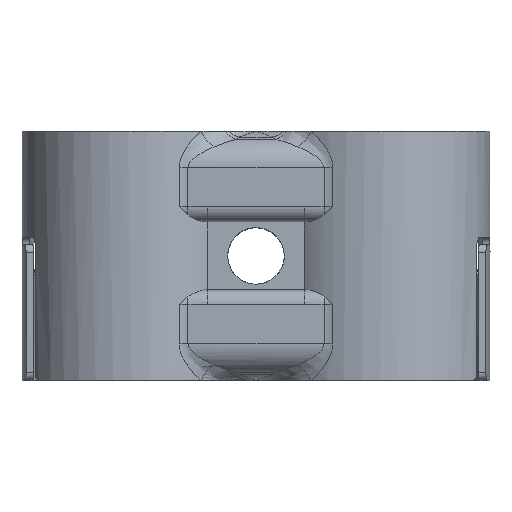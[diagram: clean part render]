
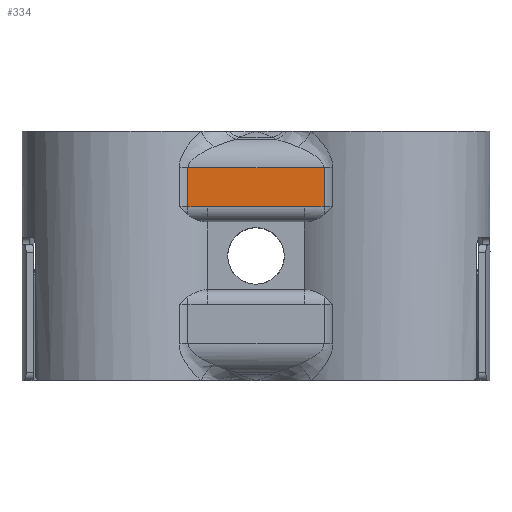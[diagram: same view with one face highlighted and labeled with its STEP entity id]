
A CAD part, top view. The second image highlights one B-rep face of the part: STEP entity #334.
In plain terms, the highlighted planar face has unit normal (0, 0, 1).
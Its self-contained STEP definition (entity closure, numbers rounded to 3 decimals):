
#114=CARTESIAN_POINT('',(22.475,23.,13.588));
#115=VERTEX_POINT('',#114);
#123=CARTESIAN_POINT('',(9.525,23.,13.588));
#124=VERTEX_POINT('',#123);
#125=CARTESIAN_POINT('',(22.475,23.,13.588));
#126=DIRECTION('',(-1.0,0.0,0.0));
#127=VECTOR('',#126,12.95);
#128=LINE('',#125,#127);
#129=EDGE_CURVE('',#115,#124,#128,.T.);
#168=CARTESIAN_POINT('',(6.989,23.,13.588));
#169=VERTEX_POINT('',#168);
#170=CARTESIAN_POINT('',(9.525,23.,13.588));
#171=DIRECTION('',(-1.0,0.0,0.0));
#172=VECTOR('',#171,2.536);
#173=LINE('',#170,#172);
#174=EDGE_CURVE('',#124,#169,#173,.T.);
#231=CARTESIAN_POINT('',(25.011,23.,13.588));
#232=VERTEX_POINT('',#231);
#240=CARTESIAN_POINT('',(25.011,23.,13.588));
#241=DIRECTION('',(-1.0,0.0,0.0));
#242=VECTOR('',#241,2.536);
#243=LINE('',#240,#242);
#244=EDGE_CURVE('',#232,#115,#243,.T.);
#283=CARTESIAN_POINT('',(6.989,28.177,13.588));
#284=VERTEX_POINT('',#283);
#285=CARTESIAN_POINT('',(6.989,23.,13.588));
#286=DIRECTION('',(0.0,1.0,0.0));
#287=VECTOR('',#286,5.177);
#288=LINE('',#285,#287);
#289=EDGE_CURVE('',#169,#284,#288,.T.);
#309=CARTESIAN_POINT('',(25.646,31.5,13.588));
#310=DIRECTION('',(0.0,0.0,1.0));
#311=DIRECTION('',(-1.0,0.0,0.0));
#312=AXIS2_PLACEMENT_3D('',#309,#310,#311);
#313=PLANE('',#312);
#314=ORIENTED_EDGE('',*,*,#174,.F.);
#315=ORIENTED_EDGE('',*,*,#129,.F.);
#316=ORIENTED_EDGE('',*,*,#244,.F.);
#317=CARTESIAN_POINT('',(25.011,28.177,13.588));
#318=VERTEX_POINT('',#317);
#319=CARTESIAN_POINT('',(25.011,28.177,13.588));
#320=DIRECTION('',(0.0,-1.0,0.0));
#321=VECTOR('',#320,5.177);
#322=LINE('',#319,#321);
#323=EDGE_CURVE('',#318,#232,#322,.T.);
#324=ORIENTED_EDGE('',*,*,#323,.F.);
#325=CARTESIAN_POINT('',(6.989,28.177,13.588));
#326=DIRECTION('',(1.0,0.0,0.0));
#327=VECTOR('',#326,18.022);
#328=LINE('',#325,#327);
#329=EDGE_CURVE('',#284,#318,#328,.T.);
#330=ORIENTED_EDGE('',*,*,#329,.F.);
#331=ORIENTED_EDGE('',*,*,#289,.F.);
#332=EDGE_LOOP('',(#314,#315,#316,#324,#330,#331));
#333=FACE_OUTER_BOUND('',#332,.T.);
#334=ADVANCED_FACE('',(#333),#313,.T.);
